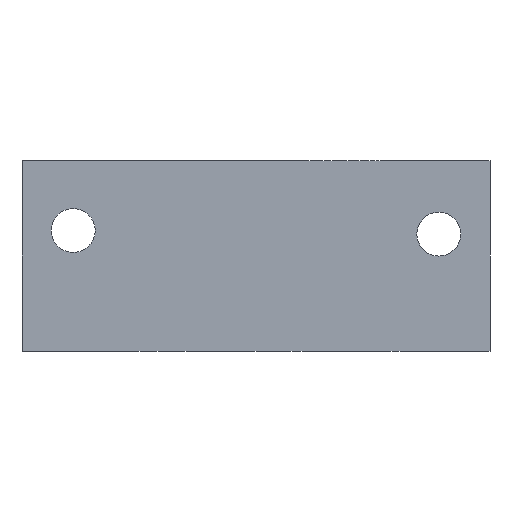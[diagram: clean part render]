
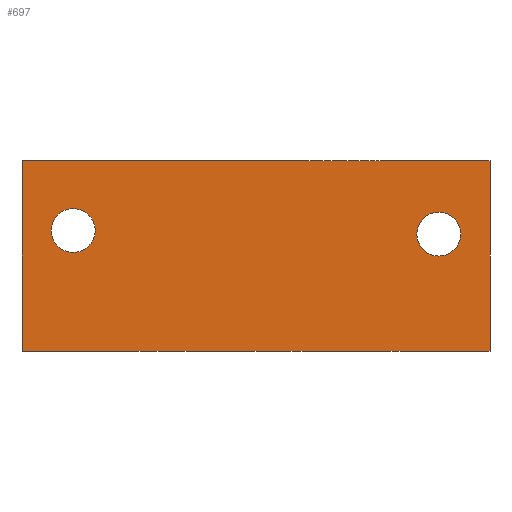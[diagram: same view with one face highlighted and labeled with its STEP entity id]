
A CAD part, left-side view. The second image highlights one B-rep face of the part: STEP entity #697.
In plain terms, the highlighted planar face has unit normal (-1, 0, 0).
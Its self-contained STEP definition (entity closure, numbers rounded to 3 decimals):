
#23=FACE_BOUND('',#126,.T.);
#24=FACE_BOUND('',#127,.T.);
#47=PLANE('',#768);
#83=FACE_OUTER_BOUND('',#125,.T.);
#125=EDGE_LOOP('',(#635,#636,#637,#638));
#126=EDGE_LOOP('',(#639));
#127=EDGE_LOOP('',(#640));
#175=LINE('',#1082,#251);
#202=LINE('',#1150,#278);
#203=LINE('',#1152,#279);
#204=LINE('',#1153,#280);
#251=VECTOR('',#886,10.);
#278=VECTOR('',#951,10.);
#279=VECTOR('',#952,10.);
#280=VECTOR('',#953,10.);
#300=CIRCLE('',#763,1.5);
#302=CIRCLE('',#766,1.5);
#342=VERTEX_POINT('',#1079);
#343=VERTEX_POINT('',#1081);
#361=VERTEX_POINT('',#1135);
#363=VERTEX_POINT('',#1141);
#365=VERTEX_POINT('',#1149);
#366=VERTEX_POINT('',#1151);
#424=EDGE_CURVE('',#343,#342,#175,.T.);
#451=EDGE_CURVE('',#361,#361,#300,.T.);
#454=EDGE_CURVE('',#363,#363,#302,.T.);
#458=EDGE_CURVE('',#365,#343,#202,.T.);
#459=EDGE_CURVE('',#342,#366,#203,.T.);
#460=EDGE_CURVE('',#366,#365,#204,.T.);
#635=ORIENTED_EDGE('',*,*,#458,.T.);
#636=ORIENTED_EDGE('',*,*,#424,.T.);
#637=ORIENTED_EDGE('',*,*,#459,.T.);
#638=ORIENTED_EDGE('',*,*,#460,.T.);
#639=ORIENTED_EDGE('',*,*,#451,.T.);
#640=ORIENTED_EDGE('',*,*,#454,.F.);
#697=ADVANCED_FACE('',(#83,#23,#24),#47,.F.);
#763=AXIS2_PLACEMENT_3D('',#1136,#935,#936);
#766=AXIS2_PLACEMENT_3D('',#1142,#942,#943);
#768=AXIS2_PLACEMENT_3D('',#1148,#949,#950);
#886=DIRECTION('',(0.,-1.,0.));
#935=DIRECTION('center_axis',(1.,0.,0.));
#936=DIRECTION('ref_axis',(0.,0.,-1.));
#942=DIRECTION('center_axis',(-1.,0.,0.));
#943=DIRECTION('ref_axis',(0.,-0.259,-0.966));
#949=DIRECTION('center_axis',(1.,0.,0.));
#950=DIRECTION('ref_axis',(0.,1.,0.));
#951=DIRECTION('',(0.,0.,-1.));
#952=DIRECTION('',(0.,0.,1.));
#953=DIRECTION('',(0.,1.,0.));
#1079=CARTESIAN_POINT('',(-10.,-10.,-3.));
#1081=CARTESIAN_POINT('',(-10.,22.,-3.));
#1082=CARTESIAN_POINT('',(-10.,10.,-3.));
#1135=CARTESIAN_POINT('',(-10.,-6.5,6.5));
#1136=CARTESIAN_POINT('Origin',(-10.,-6.5,5.));
#1141=CARTESIAN_POINT('',(-10.,18.886,6.69));
#1142=CARTESIAN_POINT('Origin',(-10.,18.498,5.241));
#1148=CARTESIAN_POINT('Origin',(-10.,-10.,0.));
#1149=CARTESIAN_POINT('',(-10.,22.,10.));
#1150=CARTESIAN_POINT('',(-10.,22.,0.));
#1151=CARTESIAN_POINT('',(-10.,-10.,10.));
#1152=CARTESIAN_POINT('',(-10.,-10.,0.));
#1153=CARTESIAN_POINT('',(-10.,10.,10.));
